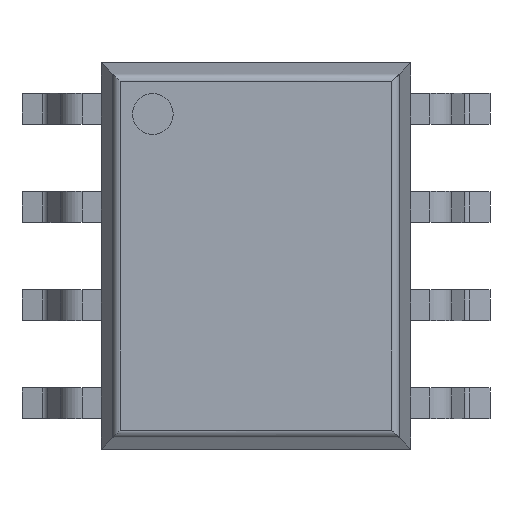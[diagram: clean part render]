
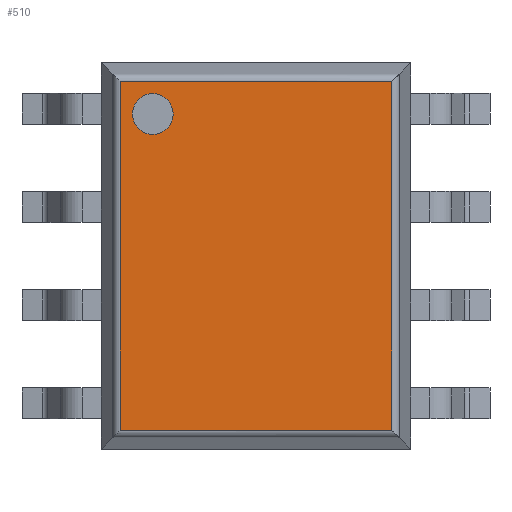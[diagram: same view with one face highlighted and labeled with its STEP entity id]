
A CAD part, top view. The second image highlights one B-rep face of the part: STEP entity #510.
In plain terms, the highlighted planar face has unit normal (0, 0, 1).
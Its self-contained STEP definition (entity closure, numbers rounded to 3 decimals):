
#460=CARTESIAN_POINT('',(-1.335,1.572,1.9));
#461=VERTEX_POINT('',#460);
#462=CARTESIAN_POINT('',(-1.335,1.835,1.9));
#463=DIRECTION('',(0.0,-0.0,1.0));
#464=DIRECTION('',(0.0,-1.0,-0.0));
#465=AXIS2_PLACEMENT_3D('',#462,#463,#464);
#466=CIRCLE('',#465,0.264);
#467=EDGE_CURVE('n� 674',#461,#461,#466,.T.);
#468=ORIENTED_EDGE('',*,*,#467,.F.);
#469=EDGE_LOOP('',(#468));
#470=FACE_OUTER_BOUND('',#469,.T.);
#471=CARTESIAN_POINT('',(-1.754,2.254,1.9));
#472=VERTEX_POINT('',#471);
#473=CARTESIAN_POINT('',(-1.754,-2.254,1.9));
#474=VERTEX_POINT('',#473);
#475=CARTESIAN_POINT('',(-1.754,-2.335,1.9));
#476=DIRECTION('',(0.0,-1.0,-0.0));
#477=VECTOR('',#476,1.0);
#478=LINE('',#475,#477);
#479=EDGE_CURVE('n� 467',#472,#474,#478,.T.);
#480=ORIENTED_EDGE('',*,*,#479,.T.);
#481=CARTESIAN_POINT('',(1.754,-2.254,1.9));
#482=VERTEX_POINT('',#481);
#483=CARTESIAN_POINT('',(1.835,-2.254,1.9));
#484=DIRECTION('',(1.0,0.0,0.0));
#485=VECTOR('',#484,1.0);
#486=LINE('',#483,#485);
#487=EDGE_CURVE('n� 470',#474,#482,#486,.T.);
#488=ORIENTED_EDGE('',*,*,#487,.T.);
#489=CARTESIAN_POINT('',(1.754,2.254,1.9));
#490=VERTEX_POINT('',#489);
#491=CARTESIAN_POINT('',(1.754,2.335,1.9));
#492=DIRECTION('',(-0.0,1.0,0.0));
#493=VECTOR('',#492,1.0);
#494=LINE('',#491,#493);
#495=EDGE_CURVE('n� 459',#482,#490,#494,.T.);
#496=ORIENTED_EDGE('',*,*,#495,.T.);
#497=CARTESIAN_POINT('',(-1.835,2.254,1.9));
#498=DIRECTION('',(-1.0,-0.0,0.0));
#499=VECTOR('',#498,1.0);
#500=LINE('',#497,#499);
#501=EDGE_CURVE('n� 463',#490,#472,#500,.T.);
#502=ORIENTED_EDGE('',*,*,#501,.T.);
#503=EDGE_LOOP('',(#480,#488,#496,#502));
#504=FACE_BOUND('',#503,.T.);
#505=CARTESIAN_POINT('',(-2.0,2.5,1.9));
#506=DIRECTION('',(0.0,0.0,-1.0));
#507=DIRECTION('',(0.0,1.0,0.0));
#508=AXIS2_PLACEMENT_3D('',#505,#506,#507);
#509=PLANE('',#508);
#510=ADVANCED_FACE('n� 1',(#470,#504),#509,.F.);
